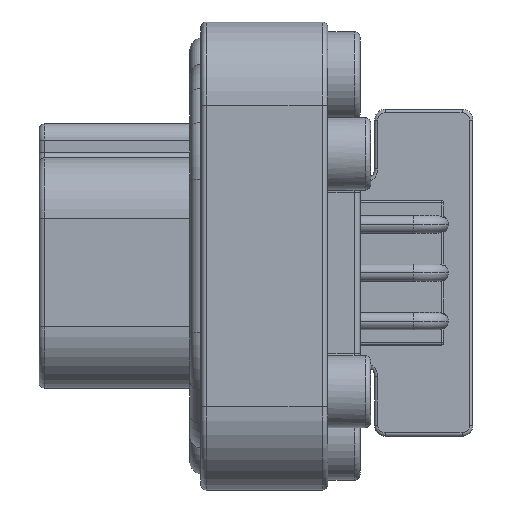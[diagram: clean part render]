
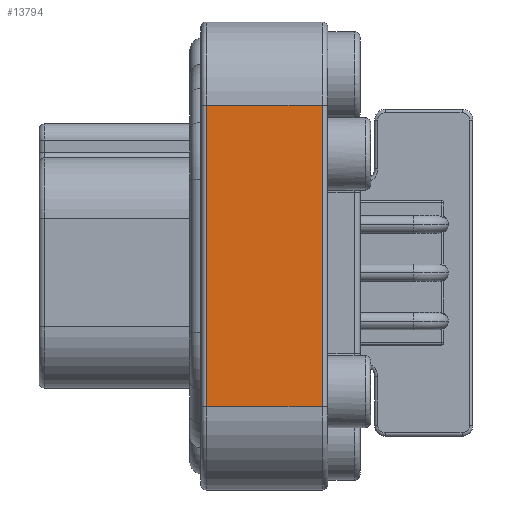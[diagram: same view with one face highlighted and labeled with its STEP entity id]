
A CAD part, left-side view. The second image highlights one B-rep face of the part: STEP entity #13794.
In plain terms, the highlighted planar face has unit normal (-1, 0, 0).
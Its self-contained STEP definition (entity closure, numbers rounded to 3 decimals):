
#158=DIRECTION('',(0.,0.,-1.));
#159=VECTOR('',#158,27.56);
#160=CARTESIAN_POINT('',(-17.625,11.1,13.78));
#161=LINE('',#160,#159);
#301=DIRECTION('',(0.,-1.,0.));
#302=VECTOR('',#301,10.6);
#303=CARTESIAN_POINT('',(-17.625,11.1,-13.78));
#304=LINE('',#303,#302);
#313=DIRECTION('',(0.,1.,0.));
#314=VECTOR('',#313,10.6);
#315=CARTESIAN_POINT('',(-17.625,0.5,13.78));
#316=LINE('',#315,#314);
#1341=DIRECTION('',(0.,0.,1.));
#1342=VECTOR('',#1341,27.56);
#1343=CARTESIAN_POINT('',(-17.625,0.5,-13.78));
#1344=LINE('',#1343,#1342);
#11968=CARTESIAN_POINT('',(-17.625,11.1,-13.78));
#11969=VERTEX_POINT('',#11968);
#11970=CARTESIAN_POINT('',(-17.625,11.1,13.78));
#11971=VERTEX_POINT('',#11970);
#12880=CARTESIAN_POINT('',(-17.625,0.5,-13.78));
#12881=VERTEX_POINT('',#12880);
#12882=CARTESIAN_POINT('',(-17.625,0.5,13.78));
#12883=VERTEX_POINT('',#12882);
#13781=CARTESIAN_POINT('',(-17.625,0.,-13.78));
#13782=DIRECTION('',(-1.,0.,0.));
#13783=DIRECTION('',(0.,0.,1.));
#13784=AXIS2_PLACEMENT_3D('',#13781,#13782,#13783);
#13785=PLANE('',#13784);
#13786=ORIENTED_EDGE('',*,*,#13553,.F.);
#13788=ORIENTED_EDGE('',*,*,#13787,.F.);
#13790=ORIENTED_EDGE('',*,*,#13789,.F.);
#13791=ORIENTED_EDGE('',*,*,#13773,.F.);
#13792=EDGE_LOOP('',(#13786,#13788,#13790,#13791));
#13793=FACE_OUTER_BOUND('',#13792,.F.);
#13794=ADVANCED_FACE('',(#13793),#13785,.T.);
#13553=EDGE_CURVE('',#11971,#11969,#161,.T.);
#13773=EDGE_CURVE('',#11969,#12881,#304,.T.);
#13787=EDGE_CURVE('',#12883,#11971,#316,.T.);
#13789=EDGE_CURVE('',#12881,#12883,#1344,.T.);
